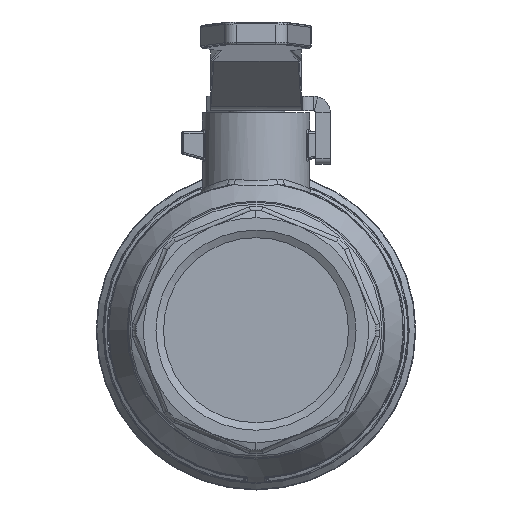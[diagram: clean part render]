
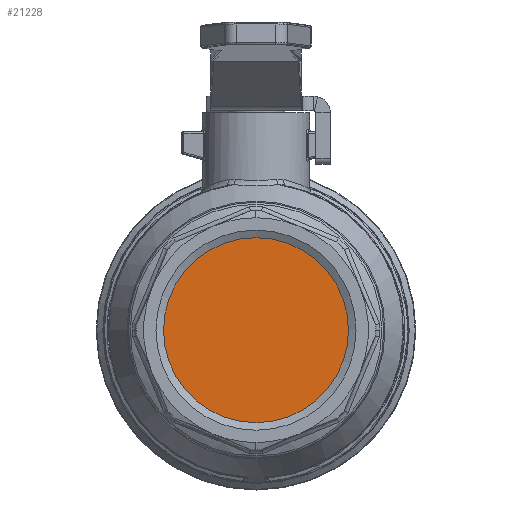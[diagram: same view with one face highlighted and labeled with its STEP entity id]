
A CAD part, left-side view. The second image highlights one B-rep face of the part: STEP entity #21228.
In plain terms, the highlighted planar face has unit normal (-1, 0, 0).
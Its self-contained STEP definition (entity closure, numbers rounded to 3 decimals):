
#4164=CARTESIAN_POINT('',(-32.663,0.,22.423));
#4165=VERTEX_POINT('',#4164);
#4172=CARTESIAN_POINT('',(-32.663,0.,-22.423));
#4173=VERTEX_POINT('',#4172);
#4174=CARTESIAN_POINT('',(-32.663,0.,-0.));
#4175=DIRECTION('',(1.,0.,0.));
#4176=DIRECTION('',(-0.,0.,1.));
#4177=AXIS2_PLACEMENT_3D('',#4174,#4175,#4176);
#4178=CIRCLE('',#4177,22.423);
#4179=EDGE_CURVE('',#4165,#4173,#4178,.T.);
#4181=CARTESIAN_POINT('',(-32.663,0.,-0.));
#4182=DIRECTION('',(1.,0.,0.));
#4183=DIRECTION('',(-0.,0.,1.));
#4184=AXIS2_PLACEMENT_3D('',#4181,#4182,#4183);
#4185=CIRCLE('',#4184,22.423);
#4186=EDGE_CURVE('',#4173,#4165,#4185,.T.);
#21219=CARTESIAN_POINT('',(-32.663,-0.,-0.));
#21220=DIRECTION('',(-1.,0.,0.));
#21221=DIRECTION('',(0.,-1.,0.));
#21222=AXIS2_PLACEMENT_3D('',#21219,#21220,#21221);
#21223=PLANE('',#21222);
#21224=ORIENTED_EDGE('',*,*,#4186,.F.);
#21225=ORIENTED_EDGE('',*,*,#4179,.F.);
#21226=EDGE_LOOP('',(#21224,#21225));
#21227=FACE_BOUND('',#21226,.T.);
#21228=ADVANCED_FACE('',(#21227),#21223,.T.);
